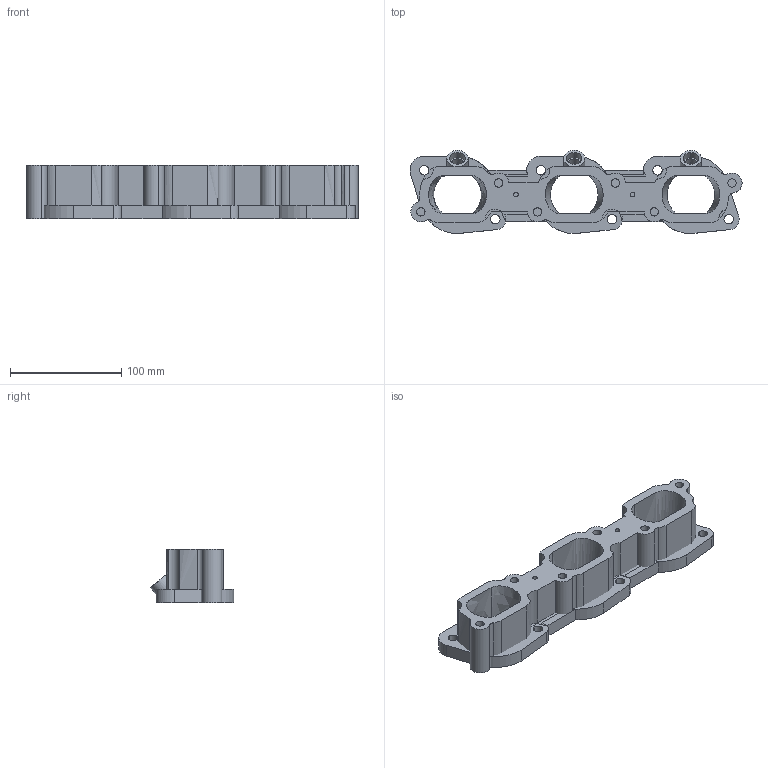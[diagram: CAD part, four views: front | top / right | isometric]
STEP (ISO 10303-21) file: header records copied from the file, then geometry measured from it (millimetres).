
FILE_DESCRIPTION (( 'STEP AP214' ), '1' );
FILE_NAME ('Cale cullase ITB usinage 1-3 V4.STEP', '2022-08-10T15:07:36', ( '' ), ( '' ), 'SwSTEP 2.0', 'SolidWorks 2021', '' );
FILE_SCHEMA (( 'AUTOMOTIVE_DESIGN' ));
Length unit declared in the file: millimetre
Products named in the file (1): Cale cullase ITB usinage 1-3 V4
Bounding box: 298.79 x 74.93 x 48 mm (x, y, z)
Surface area: 124056.6 mm2 (no closed solid volume)
Topology: 0 solids, 12 shells, 236 faces, 636 edges, 422 vertices
Faces by surface type: cylinder 112, plane 85, bspline 39
Entity records: 10319 total; most frequent: CARTESIAN_POINT 3876, ORIENTED_EDGE 1260, DIRECTION 1065, EDGE_CURVE 636, VERTEX_POINT 422, AXIS2_PLACEMENT_3D 400, EDGE_LOOP 274, LINE 265
